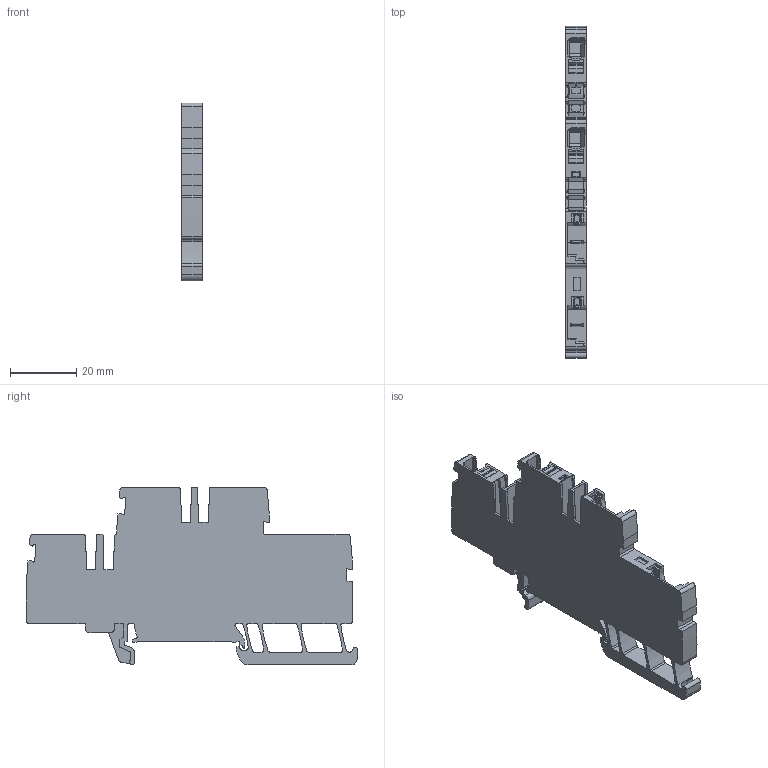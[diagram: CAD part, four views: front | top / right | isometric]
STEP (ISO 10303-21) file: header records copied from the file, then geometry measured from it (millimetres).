
FILE_DESCRIPTION(('CATIA V5R20 STEP214','CAx-IF Rec.Pracs.--- Model Styling and Organization---1.4--- 2014-01-23'),'2;1');
FILE_NAME ('366064-1_2', '2019-02-19T12:45:22+00:00', ('Weidmueller Interface'), ('Weidmueller'), 'CATIA Version 5-6 Release 2016 SP3 HF44', 'CATIA V5 STEP AP214', 'none');
FILE_SCHEMA(('AUTOMOTIVE_DESIGN { 1 0 10303 214 1 1 1 1 }'));
Length unit declared in the file: millimetre
Products named in the file (1): 2540270000
Bounding box: 6.1 x 99.98 x 53.61 mm (x, y, z)
Volume: 18389.9 mm3; surface area: 14009.9 mm2
Topology: 8 solids, 8 shells, 984 faces, 2781 edges, 1798 vertices
Faces by surface type: plane 494, cylinder 407, torus 33, bspline 20, extrusion 17, sphere 11, cone 2
Entity records: 36413 total; most frequent: CARTESIAN_POINT 11813, ORIENTED_EDGE 5524, DIRECTION 4170, EDGE_CURVE 2762, VECTOR 1822, LINE 1805, VERTEX_POINT 1798, AXIS2_PLACEMENT_3D 1513
